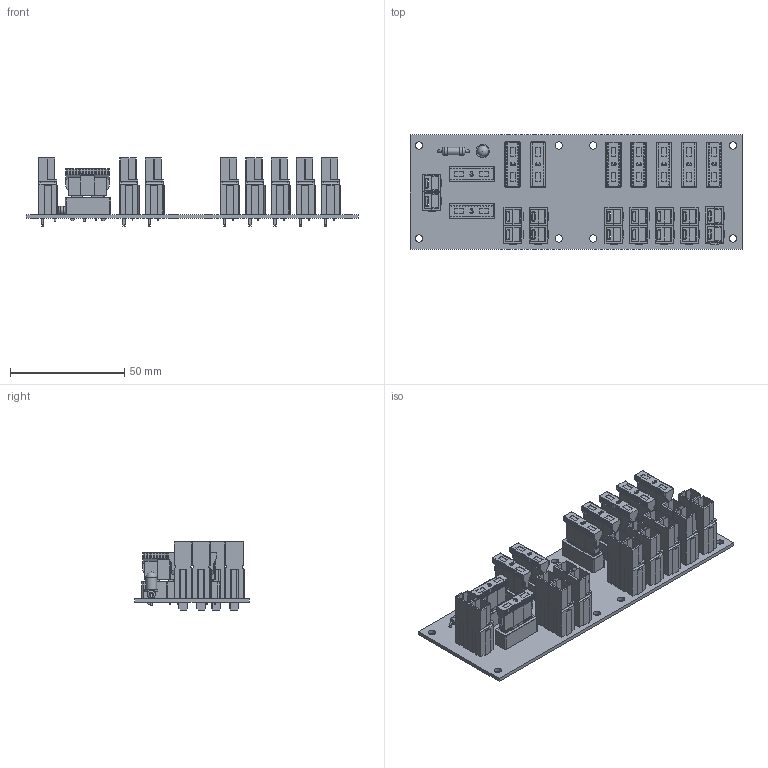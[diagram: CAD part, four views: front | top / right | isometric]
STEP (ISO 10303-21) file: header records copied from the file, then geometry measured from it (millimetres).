
FILE_DESCRIPTION(('KiCad electronic assembly'),'2;1');
FILE_NAME('hamradio_powerpolestrip.step','2024-03-04T16:00:24',('Pcbnew' ),('Kicad'),'Open CASCADE STEP processor 7.7', 'KiCad to STEP converter','Unknown');
FILE_SCHEMA(('AUTOMOTIVE_DESIGN { 1 0 10303 214 1 1 1 1 }'));
Length unit declared in the file: millimetre
Products named in the file (12): hamradio_powerpolestrip 1; 3557-15; 3557-2-15; 3A ATM FUSE, PURPLE; PowerPoles; R_Axial_DIN0411_L9.9mm_D3.6mm_P12.70mm_Horizontal; R_Axial_DIN0411_L99mm_D36mm_P1270mm_Horizontal; LED_D5.0mm; hamradio_powerpolestrip_PCB
Assembly tree (34 placements, depth 3):
  hamradio_powerpolestrip 1
    3557-15  x9
      3557-2-15
    3A ATM FUSE, PURPLE  x9
      3A ATM FUSE, PURPLE
    PowerPoles  x8
      PowerPoles
    R_Axial_DIN0411_L9.9mm_D3.6mm_P12.70mm_Horizontal
      R_Axial_DIN0411_L99mm_D36mm_P1270mm_Horizontal
    LED_D5.0mm
      LED_D5.0mm
    hamradio_powerpolestrip_PCB
Bounding box: 145 x 50 x 29.72 mm (x, y, z)
Volume: 32961.1 mm3; surface area: 62380.2 mm2
Topology: 81 solids, 81 shells, 5243 faces, 14017 edges, 9009 vertices
Faces by surface type: plane 3973, cylinder 815, sphere 145, bspline 126, torus 112, revolution 72
Full cylindrical faces by diameter (mm): 0.8 x4, 0.9 x2, 1.2 x2, 1.27 x8, 1.7 x36, 3.2 x8, 3.24 x1, 3.6 x2, 4.9 x1
Entity records: 27193 total; most frequent: CARTESIAN_POINT 4938, ORIENTED_EDGE 3928, DIRECTION 3810, EDGE_CURVE 1960, LINE 1472, VECTOR 1472, VERTEX_POINT 1267, AXIS2_PLACEMENT_3D 1165
